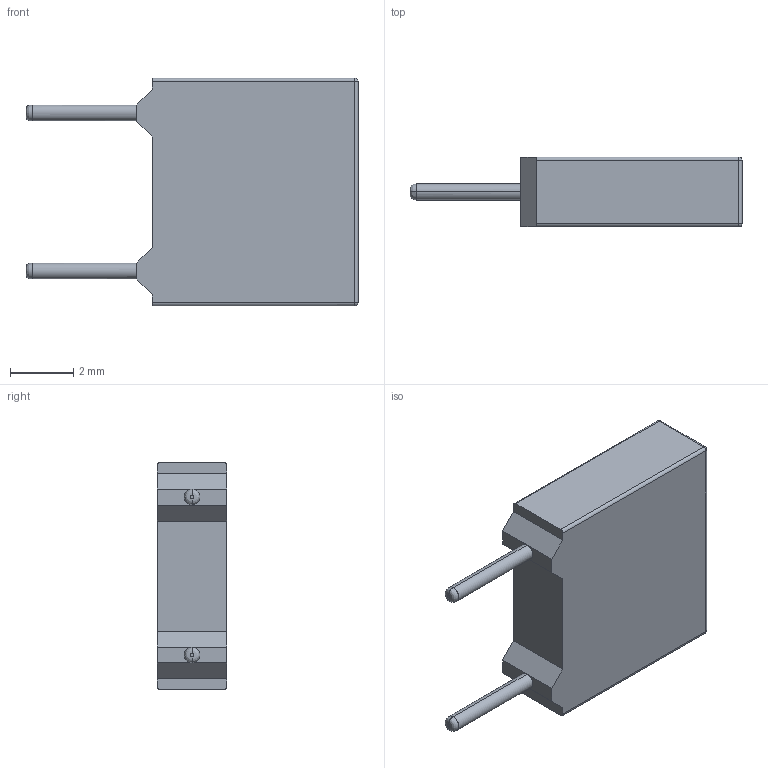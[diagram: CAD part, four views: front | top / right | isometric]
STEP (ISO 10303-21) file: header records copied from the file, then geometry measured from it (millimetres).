
FILE_DESCRIPTION(/* description */ (''),/* implementation_level */ '2;1');
FILE_NAME(/* name */ 'THDCAP~1',/* time_stamp */ '2017-04-05T16:45:41+03:00',/* author */ (''),/* organization */ (''),/* preprocessor_version */ 'ST-DEVELOPER v15',/* originating_system */ '',/* authorisation */ '');
FILE_SCHEMA (('AUTOMOTIVE_DESIGN'));
Length unit declared in the file: millimetre
Products named in the file (1): Block 09
Bounding box: 10.5 x 2.2 x 7.2 mm (x, y, z)
Surface area: 166.6 mm2 (no closed solid volume)
Topology: 0 solids, 36 shells, 36 faces, 166 edges, 160 vertices
Faces by surface type: bspline 20, plane 16
Entity records: 2355 total; most frequent: CARTESIAN_POINT 1196, ORIENTED_EDGE 160, EDGE_CURVE 160, VERTEX_POINT 160, B_SPLINE_CURVE_WITH_KNOTS 100, EDGE_LOOP 38, COLOUR_RGB 36, FILL_AREA_STYLE_COLOUR 36
